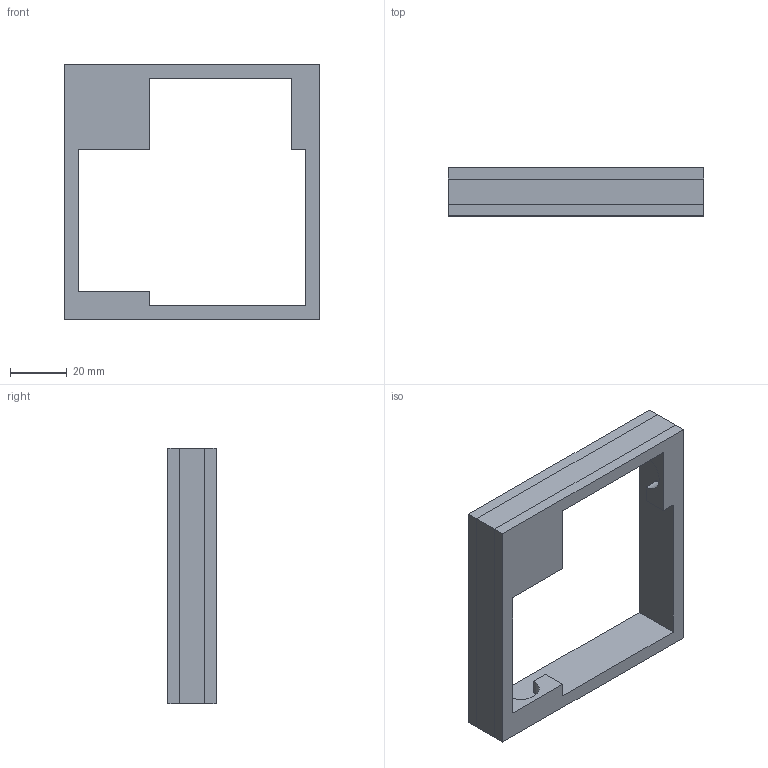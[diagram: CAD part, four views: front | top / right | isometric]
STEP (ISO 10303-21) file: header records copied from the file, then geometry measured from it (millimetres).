
FILE_DESCRIPTION(/* description */ (''),/* implementation_level */ '2;1');
FILE_NAME(/* name */ 'MTQ support v8 v2.step',/* time_stamp */ '2024-06-10T16:21:15-07:00',/* author */ (''),/* organization */ (''),/* preprocessor_version */ 'ST-DEVELOPER v20',/* originating_system */ 'Autodesk Translation Framework v13.14.0.145',/* authorisation */ '');
FILE_SCHEMA (('AUTOMOTIVE_DESIGN { 1 0 10303 214 3 1 1 }'));
Length unit declared in the file: millimetre
Products named in the file (1): MTQ support v8
Bounding box: 90 x 17 x 90 mm (x, y, z)
Volume: 34262.5 mm3; surface area: 26844.9 mm2
Topology: 2 solids, 2 shells, 71 faces, 174 edges, 109 vertices
Faces by surface type: plane 43, cylinder 26, torus 2
Entity records: 2144 total; most frequent: CARTESIAN_POINT 407, ORIENTED_EDGE 348, DIRECTION 347, EDGE_CURVE 174, LINE 137, VECTOR 137, VERTEX_POINT 109, AXIS2_PLACEMENT_3D 105
